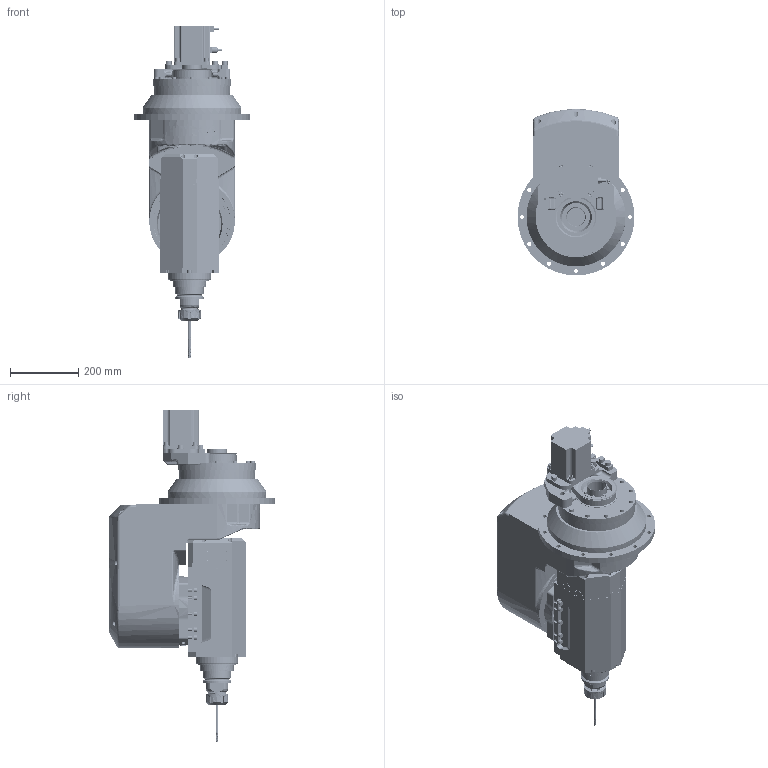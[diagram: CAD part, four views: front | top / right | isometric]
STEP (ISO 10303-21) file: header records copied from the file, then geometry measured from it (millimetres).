
FILE_DESCRIPTION(('FreeCAD Model'),'2;1');
FILE_NAME('Open CASCADE Shape Model','2025-05-02T19:03:15',('FreeCAD'),( 'FreeCAD'),'Open CASCADE STEP processor 7.6','FreeCAD','Unknown');
FILE_SCHEMA(('AUTOMOTIVE_DESIGN { 1 0 10303 214 1 1 1 1 }'));
Products named in the file (1): Open CASCADE STEP translator 7.6 1
Bounding box: 343.34 x 489.68 x 974.49 mm (x, y, z)
Volume: 15510745.1 mm3; surface area: 3515256.1 mm2
Topology: 129 solids, 130 shells, 5404 faces, 13255 edges, 8219 vertices
Faces by surface type: bspline 5404
Entity records: 239840 total; most frequent: CARTESIAN_POINT 166141, ORIENTED_EDGE 25776, EDGE_CURVE 12890, VERTEX_POINT 8219, B_SPLINE_CURVE_WITH_KNOTS 6497, FACE_BOUND 6438, EDGE_LOOP 6438, ADVANCED_FACE 5404
